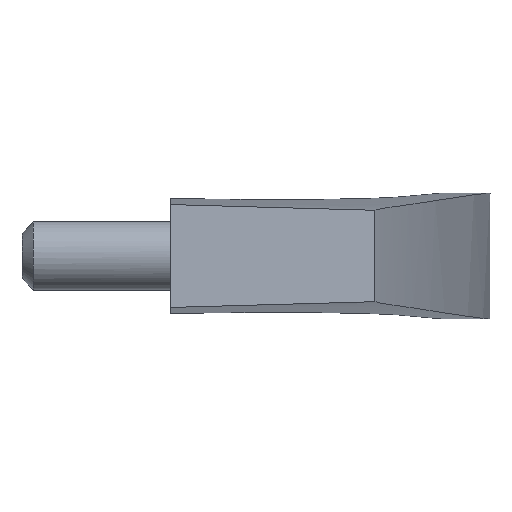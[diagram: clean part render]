
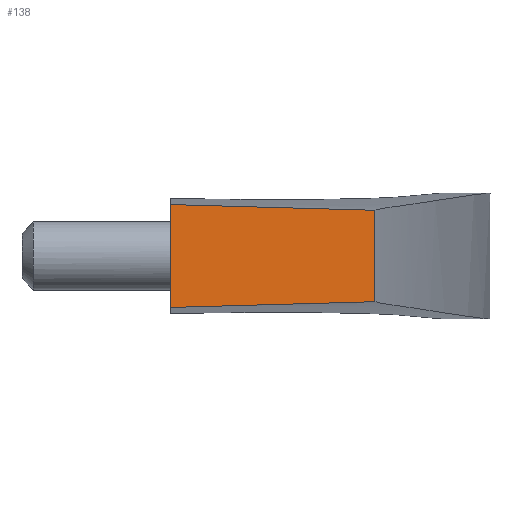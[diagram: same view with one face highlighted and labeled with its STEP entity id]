
A CAD part, left-side view. The second image highlights one B-rep face of the part: STEP entity #138.
In plain terms, the highlighted face is planar.
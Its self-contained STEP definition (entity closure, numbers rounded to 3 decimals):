
#138=ADVANCED_FACE('',(#318),#317,.F.);
#317=PLANE('',#1150);
#318=FACE_OUTER_BOUND('',#1151,.T.);
#1147=CARTESIAN_POINT('',(-59.35,-5.4,19.67));
#1148=DIRECTION('',(0.997,0.,-0.084));
#1149=DIRECTION('',(-0.084,0.,-0.997));
#1150=AXIS2_PLACEMENT_3D('',#1147,#1148,#1149);
#1151=EDGE_LOOP('',(#1470,#1471,#1472,#1473));
#1470=ORIENTED_EDGE('',*,*,#1571,.F.);
#1471=ORIENTED_EDGE('',*,*,#1573,.F.);
#1472=ORIENTED_EDGE('',*,*,#1535,.F.);
#1473=ORIENTED_EDGE('',*,*,#1574,.F.);
#1535=EDGE_CURVE('',#1716,#1723,#1724,.T.);
#1571=EDGE_CURVE('',#1960,#1967,#1968,.T.);
#1573=EDGE_CURVE('',#1723,#1960,#1980,.T.);
#1574=EDGE_CURVE('',#1967,#1716,#1986,.T.);
#1716=VERTEX_POINT('',#2105);
#1723=VERTEX_POINT('',#2111);
#1724=LINE('',#2112,#2113);
#1960=VERTEX_POINT('',#2520);
#1967=VERTEX_POINT('',#2609);
#1968=LINE('',#2610,#2611);
#1980=LINE('',#2701,#2702);
#1986=LINE('',#2704,#2705);
#2105=CARTESIAN_POINT('',(-61.,-4.5,0.));
#2111=CARTESIAN_POINT('',(-61.,4.5,0.));
#2112=CARTESIAN_POINT('',(-61.,-4.5,0.));
#2113=VECTOR('',#2114,9.);
#2114=DIRECTION('',(0.,1.,0.));
#2520=CARTESIAN_POINT('',(-59.5,4.,17.882));
#2609=CARTESIAN_POINT('',(-59.5,-4.,17.882));
#2610=CARTESIAN_POINT('',(-59.5,4.,17.882));
#2611=VECTOR('',#2612,8.);
#2612=DIRECTION('',(0.,-1.,0.));
#2701=CARTESIAN_POINT('',(-61.,4.5,0.));
#2702=VECTOR('',#2703,17.952);
#2703=DIRECTION('',(0.084,-0.028,0.996));
#2704=CARTESIAN_POINT('',(-59.5,-4.,17.882));
#2705=VECTOR('',#2706,17.952);
#2706=DIRECTION('',(-0.084,-0.028,-0.996));
